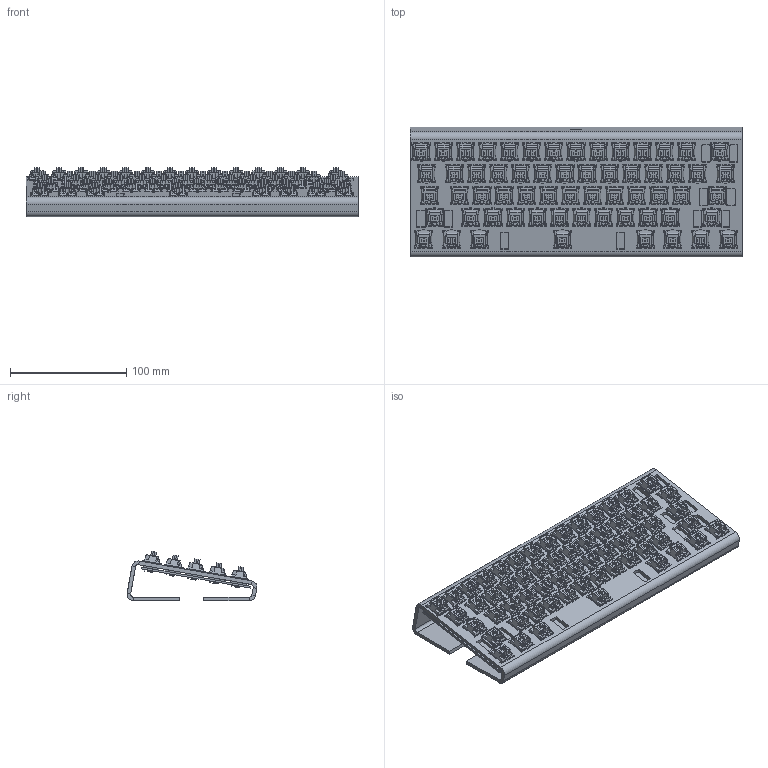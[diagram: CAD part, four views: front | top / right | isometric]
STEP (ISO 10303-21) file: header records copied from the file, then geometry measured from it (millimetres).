
FILE_DESCRIPTION(/* description */ ('STEP AP242','CAx-IF Rec.Pracs.---Representation and Presentation of Product Manufacturing Information (PMI)---4.0---2014-10-13','CAx-IF Rec.Pracs.---3D Tessellated Geometry---0.4---2014-09-14','2;1'),/* implementation_level */ '2;1');
FILE_NAME(/* name */ '66ccfcf8277a8e469622477c',/* time_stamp */ '2024-08-26T22:08:57Z',/* author */ (''),/* organization */ (''),/* preprocessor_version */ 'ST-DEVELOPER v20',/* originating_system */ ' ',/* authorisation */ ' ');
FILE_SCHEMA (('AP242_MANAGED_MODEL_BASED_3D_ENGINEERING_MIM_LF { 1 0 10303 442 1 1 4 }'));
Length unit declared in the file: metre
Products named in the file (4): 40% Keyboard; Switch; Sheet Metal Case; PCB
Assembly tree (63 placements, depth 2):
  40% Keyboard
    Switch  x61
    Sheet Metal Case
    PCB
Bounding box: 285.75 x 111.85 x 42.71 mm (x, y, z)
Volume: 318828.4 mm3; surface area: 255319.7 mm2
Topology: 63 solids, 124 shells, 8062 faces, 21092 edges, 13583 vertices
Faces by surface type: plane 6546, cylinder 1333, sphere 122, cone 61
Full cylindrical faces by diameter (mm): 3.85 x61
Entity records: 25178 total; most frequent: DIRECTION 4369, CARTESIAN_POINT 4345, ORIENTED_EDGE 4260, EDGE_CURVE 2130, LINE 1499, VECTOR 1499, AXIS2_PLACEMENT_3D 1435, VERTEX_POINT 1403
